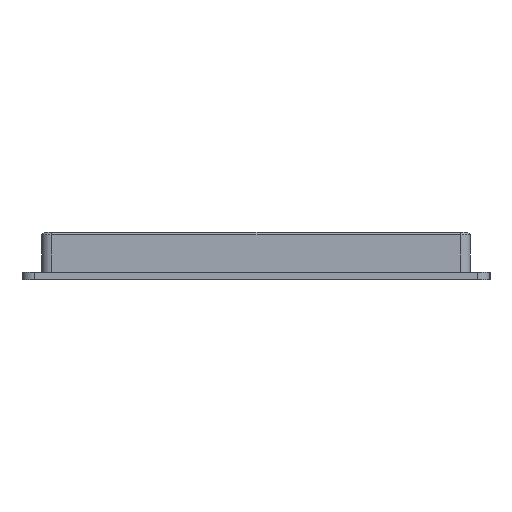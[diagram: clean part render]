
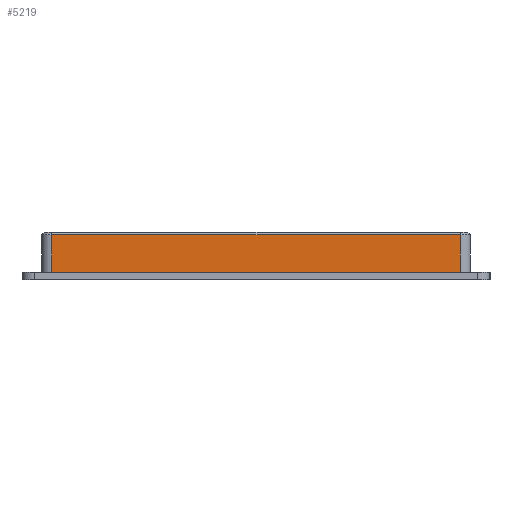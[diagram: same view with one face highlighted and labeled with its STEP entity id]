
A CAD part, left-side view. The second image highlights one B-rep face of the part: STEP entity #5219.
In plain terms, the highlighted planar face has unit normal (-1, 0, 0).
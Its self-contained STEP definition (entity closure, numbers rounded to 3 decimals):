
#137=PLANE('',#5705);
#351=FACE_OUTER_BOUND('',#639,.T.);
#639=EDGE_LOOP('',(#4335,#4336,#4337,#4338));
#974=LINE('',#8171,#1502);
#987=LINE('',#8210,#1515);
#991=LINE('',#8224,#1519);
#1139=LINE('',#8604,#1667);
#1502=VECTOR('',#6486,10.);
#1515=VECTOR('',#6531,10.);
#1519=VECTOR('',#6551,10.);
#1667=VECTOR('',#6965,10.);
#2377=VERTEX_POINT('',#8168);
#2378=VERTEX_POINT('',#8170);
#2385=VERTEX_POINT('',#8200);
#2387=VERTEX_POINT('',#8206);
#2945=EDGE_CURVE('',#2378,#2377,#974,.T.);
#2963=EDGE_CURVE('',#2385,#2387,#987,.T.);
#2971=EDGE_CURVE('',#2378,#2385,#991,.T.);
#3163=EDGE_CURVE('',#2387,#2377,#1139,.T.);
#4335=ORIENTED_EDGE('',*,*,#2963,.F.);
#4336=ORIENTED_EDGE('',*,*,#2971,.F.);
#4337=ORIENTED_EDGE('',*,*,#2945,.T.);
#4338=ORIENTED_EDGE('',*,*,#3163,.F.);
#5219=ADVANCED_FACE('',(#351),#137,.T.);
#5705=AXIS2_PLACEMENT_3D('',#8603,#6963,#6964);
#6486=DIRECTION('',(0.,-1.,0.));
#6531=DIRECTION('',(0.,-1.,0.));
#6551=DIRECTION('',(0.,0.,1.));
#6963=DIRECTION('center_axis',(-1.,0.,0.));
#6964=DIRECTION('ref_axis',(0.,-1.,0.));
#6965=DIRECTION('',(0.,0.,-1.));
#8168=CARTESIAN_POINT('',(-125.919,-40.575,0.25));
#8170=CARTESIAN_POINT('',(-125.919,40.575,0.25));
#8171=CARTESIAN_POINT('',(-125.919,21.288,0.25));
#8200=CARTESIAN_POINT('',(-125.919,40.575,7.75));
#8206=CARTESIAN_POINT('',(-125.919,-40.575,7.75));
#8210=CARTESIAN_POINT('',(-125.919,21.288,7.75));
#8224=CARTESIAN_POINT('',(-125.919,40.575,-1.25));
#8603=CARTESIAN_POINT('Origin',(-125.919,42.575,-1.25));
#8604=CARTESIAN_POINT('',(-125.919,-40.575,-1.25));
